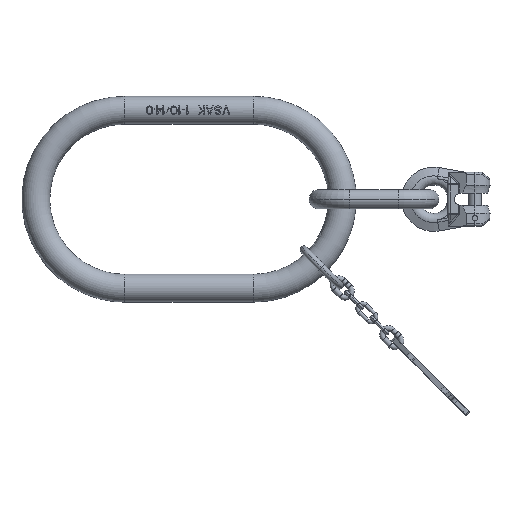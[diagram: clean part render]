
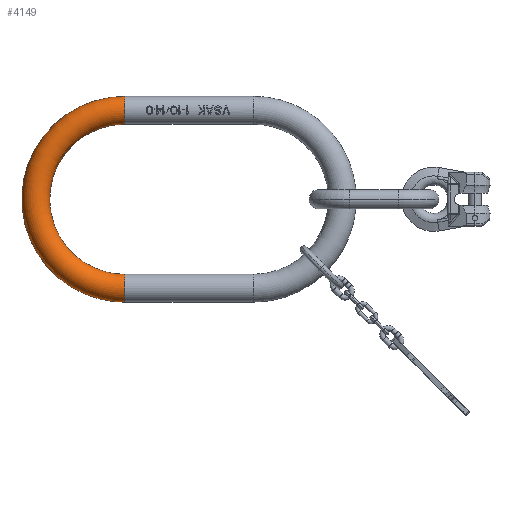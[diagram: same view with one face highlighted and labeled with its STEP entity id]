
A CAD part, top view. The second image highlights one B-rep face of the part: STEP entity #4149.
In plain terms, the highlighted toroidal (fillet/blend) face has major radius 83 mm and minor radius 13 mm.
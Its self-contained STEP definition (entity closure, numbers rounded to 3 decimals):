
#177=CARTESIAN_POINT('',(70.,-83.,0.));
#178=DIRECTION('',(1.,0.,0.));
#179=DIRECTION('',(0.,1.,0.));
#180=AXIS2_PLACEMENT_3D('',#177,#178,#179);
#186=CARTESIAN_POINT('',(70.,83.,0.));
#187=DIRECTION('',(-1.,0.,0.));
#188=DIRECTION('',(0.,-1.,0.));
#189=AXIS2_PLACEMENT_3D('',#186,#187,#188);
#191=CARTESIAN_POINT('',(70.,70.,0.));
#192=CARTESIAN_POINT('',(67.964,70.,0.));
#193=CARTESIAN_POINT('',(63.891,69.822,0.));
#194=CARTESIAN_POINT('',(57.829,69.024,0.));
#195=CARTESIAN_POINT('',(51.86,67.701,0.));
#196=CARTESIAN_POINT('',(46.028,65.862,0.));
#197=CARTESIAN_POINT('',(40.379,63.522,0.));
#198=CARTESIAN_POINT('',(34.956,60.699,0.));
#199=CARTESIAN_POINT('',(29.799,57.413,0.));
#200=CARTESIAN_POINT('',(24.948,53.691,0.));
#201=CARTESIAN_POINT('',(20.44,49.56,0.));
#202=CARTESIAN_POINT('',(16.309,45.052,0.));
#203=CARTESIAN_POINT('',(12.587,40.201,0.));
#204=CARTESIAN_POINT('',(9.301,35.044,0.));
#205=CARTESIAN_POINT('',(6.478,29.621,0.));
#206=CARTESIAN_POINT('',(4.138,23.972,0.));
#207=CARTESIAN_POINT('',(2.299,18.14,0.));
#208=CARTESIAN_POINT('',(0.976,12.171,0.));
#209=CARTESIAN_POINT('',(0.178,6.109,0.));
#210=CARTESIAN_POINT('',(-0.089,0.,0.));
#211=CARTESIAN_POINT('',(0.178,-6.109,0.));
#212=CARTESIAN_POINT('',(0.976,-12.171,0.));
#213=CARTESIAN_POINT('',(2.299,-18.14,0.));
#214=CARTESIAN_POINT('',(4.138,-23.972,0.));
#215=CARTESIAN_POINT('',(6.478,-29.621,0.));
#216=CARTESIAN_POINT('',(9.301,-35.044,0.));
#217=CARTESIAN_POINT('',(12.587,-40.201,0.));
#218=CARTESIAN_POINT('',(16.309,-45.052,0.));
#219=CARTESIAN_POINT('',(20.44,-49.56,0.));
#220=CARTESIAN_POINT('',(24.948,-53.691,0.));
#221=CARTESIAN_POINT('',(29.799,-57.413,0.));
#222=CARTESIAN_POINT('',(34.956,-60.699,0.));
#223=CARTESIAN_POINT('',(40.379,-63.522,0.));
#224=CARTESIAN_POINT('',(46.028,-65.862,0.));
#225=CARTESIAN_POINT('',(51.86,-67.701,0.));
#226=CARTESIAN_POINT('',(57.829,-69.024,0.));
#227=CARTESIAN_POINT('',(63.891,-69.822,0.));
#228=CARTESIAN_POINT('',(67.964,-70.,0.));
#229=CARTESIAN_POINT('',(70.,-70.,0.));
#236=CARTESIAN_POINT('',(70.,96.,0.));
#237=CARTESIAN_POINT('',(67.422,96.,0.));
#238=CARTESIAN_POINT('',(62.267,95.792,0.));
#239=CARTESIAN_POINT('',(54.584,94.859,0.));
#240=CARTESIAN_POINT('',(47.001,93.311,0.));
#241=CARTESIAN_POINT('',(39.567,91.158,0.));
#242=CARTESIAN_POINT('',(32.33,88.414,0.));
#243=CARTESIAN_POINT('',(25.338,85.096,0.));
#244=CARTESIAN_POINT('',(18.636,81.226,0.));
#245=CARTESIAN_POINT('',(12.266,76.83,0.));
#246=CARTESIAN_POINT('',(6.271,71.935,0.));
#247=CARTESIAN_POINT('',(0.69,66.573,0.));
#248=CARTESIAN_POINT('',(-4.443,60.78,0.));
#249=CARTESIAN_POINT('',(-9.092,54.593,0.));
#250=CARTESIAN_POINT('',(-13.228,48.052,0.));
#251=CARTESIAN_POINT('',(-16.825,41.199,0.));
#252=CARTESIAN_POINT('',(-19.859,34.079,0.));
#253=CARTESIAN_POINT('',(-22.31,26.738,0.));
#254=CARTESIAN_POINT('',(-24.162,19.223,0.));
#255=CARTESIAN_POINT('',(-25.403,11.584,0.));
#256=CARTESIAN_POINT('',(-26.026,3.87,0.));
#257=CARTESIAN_POINT('',(-26.026,-3.87,0.));
#258=CARTESIAN_POINT('',(-25.403,-11.584,0.));
#259=CARTESIAN_POINT('',(-24.162,-19.223,0.));
#260=CARTESIAN_POINT('',(-22.31,-26.738,0.));
#261=CARTESIAN_POINT('',(-19.859,-34.079,0.));
#262=CARTESIAN_POINT('',(-16.825,-41.199,0.));
#263=CARTESIAN_POINT('',(-13.228,-48.052,0.));
#264=CARTESIAN_POINT('',(-9.092,-54.593,0.));
#265=CARTESIAN_POINT('',(-4.443,-60.78,0.));
#266=CARTESIAN_POINT('',(0.69,-66.573,0.));
#267=CARTESIAN_POINT('',(6.271,-71.935,0.));
#268=CARTESIAN_POINT('',(12.266,-76.83,0.));
#269=CARTESIAN_POINT('',(18.636,-81.226,0.));
#270=CARTESIAN_POINT('',(25.338,-85.096,0.));
#271=CARTESIAN_POINT('',(32.33,-88.414,0.));
#272=CARTESIAN_POINT('',(39.567,-91.158,0.));
#273=CARTESIAN_POINT('',(47.001,-93.311,0.));
#274=CARTESIAN_POINT('',(54.584,-94.859,0.));
#275=CARTESIAN_POINT('',(62.267,-95.792,0.));
#276=CARTESIAN_POINT('',(67.422,-96.,0.));
#277=CARTESIAN_POINT('',(70.,-96.,0.));
#2998=CARTESIAN_POINT('',(70.,70.,0.));
#2999=CARTESIAN_POINT('',(70.,96.,0.));
#3000=VERTEX_POINT('',#2998);
#3001=VERTEX_POINT('',#2999);
#3002=CARTESIAN_POINT('',(70.,-70.,0.));
#3003=CARTESIAN_POINT('',(70.,-96.,0.));
#3004=VERTEX_POINT('',#3002);
#3005=VERTEX_POINT('',#3003);
#4136=CARTESIAN_POINT('',(70.,0.,0.));
#4137=DIRECTION('',(0.,0.,1.));
#4138=DIRECTION('',(0.,-1.,0.));
#4139=AXIS2_PLACEMENT_3D('',#4136,#4137,#4138);
#4140=TOROIDAL_SURFACE('',#4139,83.,13.);
#4141=ORIENTED_EDGE('',*,*,#3729,.F.);
#4143=ORIENTED_EDGE('',*,*,#4142,.T.);
#4144=ORIENTED_EDGE('',*,*,#4126,.T.);
#4146=ORIENTED_EDGE('',*,*,#4145,.F.);
#4147=EDGE_LOOP('',(#4141,#4143,#4144,#4146));
#4148=FACE_OUTER_BOUND('',#4147,.F.);
#4149=ADVANCED_FACE('',(#4148),#4140,.T.);
#181=CIRCLE('',#180,13.);
#190=CIRCLE('',#189,13.);
#230=B_SPLINE_CURVE_WITH_KNOTS('',3,(#191,#192,#193,#194,#195,#196,#197,#198,
#199,#200,#201,#202,#203,#204,#205,#206,#207,#208,#209,#210,#211,#212,#213,#214,
#215,#216,#217,#218,#219,#220,#221,#222,#223,#224,#225,#226,#227,#228,#229),
.UNSPECIFIED.,.F.,.F.,(4,1,1,1,1,1,1,1,1,1,1,1,1,1,1,1,1,1,1,1,1,1,1,1,1,1,1,1,
1,1,1,1,1,1,1,1,4),(0.,0.028,0.056,0.083,
0.111,0.139,0.167,0.194,
0.222,0.25,0.278,0.306,0.333,
0.361,0.389,0.417,0.444,
0.472,0.5,0.528,0.556,0.583,
0.611,0.639,0.667,0.694,
0.722,0.75,0.778,0.806,0.833,
0.861,0.889,0.917,0.944,
0.972,1.),.UNSPECIFIED.);
#278=B_SPLINE_CURVE_WITH_KNOTS('',3,(#236,#237,#238,#239,#240,#241,#242,#243,
#244,#245,#246,#247,#248,#249,#250,#251,#252,#253,#254,#255,#256,#257,#258,#259,
#260,#261,#262,#263,#264,#265,#266,#267,#268,#269,#270,#271,#272,#273,#274,#275,
#276,#277),.UNSPECIFIED.,.F.,.F.,(4,1,1,1,1,1,1,1,1,1,1,1,1,1,1,1,1,1,1,1,1,1,1,
1,1,1,1,1,1,1,1,1,1,1,1,1,1,1,1,4),(0.,0.026,0.051,
0.077,0.103,0.128,0.154,
0.179,0.205,0.231,0.256,
0.282,0.308,0.333,0.359,
0.385,0.41,0.436,0.462,
0.487,0.513,0.538,0.564,
0.59,0.615,0.641,0.667,
0.692,0.718,0.744,0.769,
0.795,0.821,0.846,0.872,
0.897,0.923,0.949,0.974,1.),
.UNSPECIFIED.);
#3729=EDGE_CURVE('',#3000,#3001,#190,.T.);
#4126=EDGE_CURVE('',#3004,#3005,#181,.T.);
#4142=EDGE_CURVE('',#3000,#3004,#230,.T.);
#4145=EDGE_CURVE('',#3001,#3005,#278,.T.);
